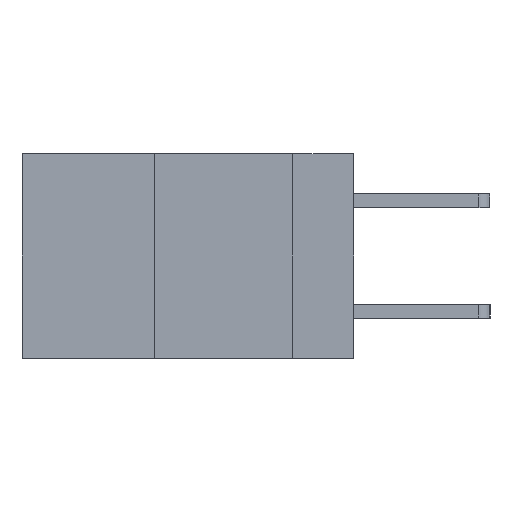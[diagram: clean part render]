
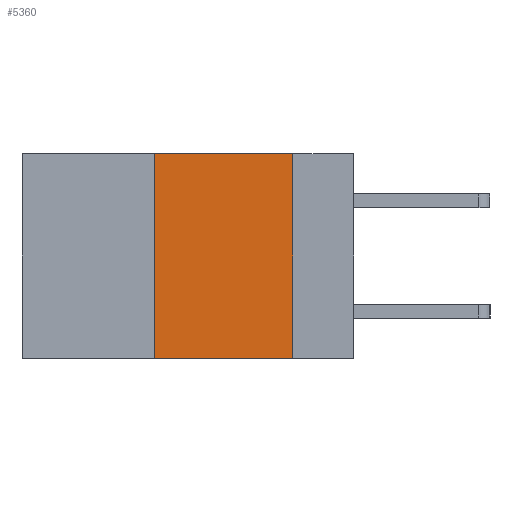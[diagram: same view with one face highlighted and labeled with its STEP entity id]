
A CAD part, left-side view. The second image highlights one B-rep face of the part: STEP entity #5360.
In plain terms, the highlighted planar face has unit normal (-1, 0, 0).
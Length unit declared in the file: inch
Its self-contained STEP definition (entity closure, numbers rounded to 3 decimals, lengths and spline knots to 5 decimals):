
#123 = CARTESIAN_POINT ( 'NONE',  ( 0., 0.11, 0. ) ) ;
#138 = CARTESIAN_POINT ( 'NONE',  ( 0., 0.6, 0. ) ) ;
#298 = CARTESIAN_POINT ( 'NONE',  ( 0., 0.36, 0. ) ) ;
#421 = CARTESIAN_POINT ( 'NONE',  ( 0., 0.36, -0.37 ) ) ;
#696 = VECTOR ( 'NONE', #3894, 39.37008 ) ;
#795 = ORIENTED_EDGE ( 'NONE', *, *, #5703, .F. ) ;
#1338 = VECTOR ( 'NONE', #8970, 39.37008 ) ;
#1883 = DIRECTION ( 'NONE',  ( 1., 0., 0. ) ) ;
#2157 = EDGE_CURVE ( 'NONE', #8699, #6382, #6359, .T. ) ;
#2999 = DIRECTION ( 'NONE',  ( 0., -1., 0. ) ) ;
#3250 = ORIENTED_EDGE ( 'NONE', *, *, #6292, .F. ) ;
#3730 = EDGE_LOOP ( 'NONE', ( #3250, #7365, #795, #4399 ) ) ;
#3894 = DIRECTION ( 'NONE',  ( 0., -1., 0. ) ) ;
#3912 = CARTESIAN_POINT ( 'NONE',  ( 0., 0.11, -0.37 ) ) ;
#4318 = VECTOR ( 'NONE', #2999, 39.37008 ) ;
#4399 = ORIENTED_EDGE ( 'NONE', *, *, #2157, .T. ) ;
#5248 = DIRECTION ( 'NONE',  ( 0., 0., -1. ) ) ;
#5360 = ADVANCED_FACE ( 'NONE', ( #6066 ), #9386, .F. ) ;
#5403 = VERTEX_POINT ( 'NONE', #7579 ) ;
#5478 = LINE ( 'NONE', #10514, #4318 ) ;
#5703 = EDGE_CURVE ( 'NONE', #8699, #5403, #7042, .T. ) ;
#6066 = FACE_OUTER_BOUND ( 'NONE', #3730, .T. ) ;
#6292 = EDGE_CURVE ( 'NONE', #8203, #6382, #8202, .T. ) ;
#6359 = LINE ( 'NONE', #9677, #696 ) ;
#6382 = VERTEX_POINT ( 'NONE', #3912 ) ;
#6797 = EDGE_CURVE ( 'NONE', #5403, #8203, #5478, .T. ) ;
#7042 = LINE ( 'NONE', #298, #9886 ) ;
#7365 = ORIENTED_EDGE ( 'NONE', *, *, #6797, .F. ) ;
#7579 = CARTESIAN_POINT ( 'NONE',  ( 0., 0.36, 0. ) ) ;
#8202 = LINE ( 'NONE', #9776, #1338 ) ;
#8203 = VERTEX_POINT ( 'NONE', #123 ) ;
#8699 = VERTEX_POINT ( 'NONE', #421 ) ;
#8970 = DIRECTION ( 'NONE',  ( 0., 0., -1. ) ) ;
#9386 = PLANE ( 'NONE',  #9877 ) ;
#9677 = CARTESIAN_POINT ( 'NONE',  ( 0., 0.6, -0.37 ) ) ;
#9776 = CARTESIAN_POINT ( 'NONE',  ( 0., 0.11, 0. ) ) ;
#9877 = AXIS2_PLACEMENT_3D ( 'NONE', #138, #1883, #5248 ) ;
#9886 = VECTOR ( 'NONE', #10499, 39.37008 ) ;
#10499 = DIRECTION ( 'NONE',  ( 0., 0., 1. ) ) ;
#10514 = CARTESIAN_POINT ( 'NONE',  ( 0., 0.6, 0. ) ) ;
